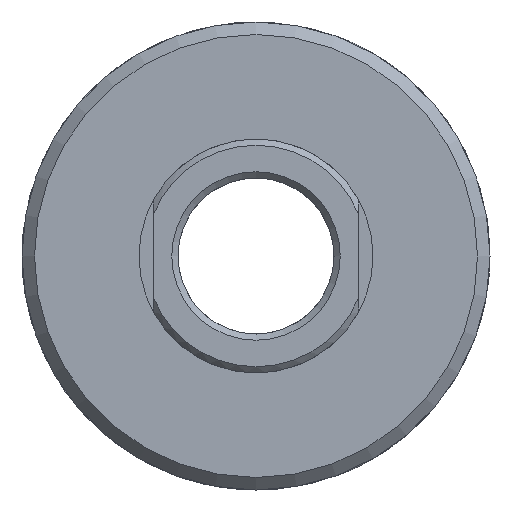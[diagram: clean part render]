
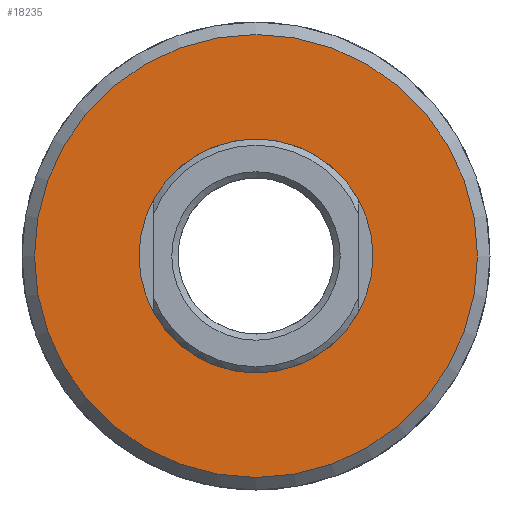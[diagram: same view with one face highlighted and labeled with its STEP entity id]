
A CAD part, front view. The second image highlights one B-rep face of the part: STEP entity #18235.
In plain terms, the highlighted face is planar.
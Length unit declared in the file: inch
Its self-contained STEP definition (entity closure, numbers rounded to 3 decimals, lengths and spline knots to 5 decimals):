
#18178=CARTESIAN_POINT('',(0.355,0.,0.0));
#18179=VERTEX_POINT('',#18178);
#18180=CARTESIAN_POINT('',(0.,0.,0.0));
#18181=DIRECTION('',(0.0,0.0,1.0));
#18182=DIRECTION('',(-1.0,0.0,0.0));
#18183=AXIS2_PLACEMENT_3D('',#18180,#18181,#18182);
#18184=CIRCLE('',#18183,0.355);
#18185=EDGE_CURVE('',#18179,#18179,#18184,.T.);
#18216=CARTESIAN_POINT('',(0.,0.,0.0));
#18217=DIRECTION('',(0.0,0.0,-1.0));
#18218=DIRECTION('',(-1.0,0.0,0.0));
#18219=AXIS2_PLACEMENT_3D('',#18216,#18217,#18218);
#18220=PLANE('',#18219);
#18221=ORIENTED_EDGE('',*,*,#18185,.F.);
#18222=EDGE_LOOP('',(#18221));
#18223=FACE_OUTER_BOUND('',#18222,.T.);
#18224=CARTESIAN_POINT('',(0.1875,0.,0.0));
#18225=VERTEX_POINT('',#18224);
#18226=CARTESIAN_POINT('',(0.,0.,0.0));
#18227=DIRECTION('',(0.0,0.0,1.0));
#18228=DIRECTION('',(-1.0,0.0,0.0));
#18229=AXIS2_PLACEMENT_3D('',#18226,#18227,#18228);
#18230=CIRCLE('',#18229,0.1875);
#18231=EDGE_CURVE('',#18225,#18225,#18230,.T.);
#18232=ORIENTED_EDGE('',*,*,#18231,.T.);
#18233=EDGE_LOOP('',(#18232));
#18234=FACE_BOUND('',#18233,.T.);
#18235=ADVANCED_FACE('',(#18223,#18234),#18220,.T.);
